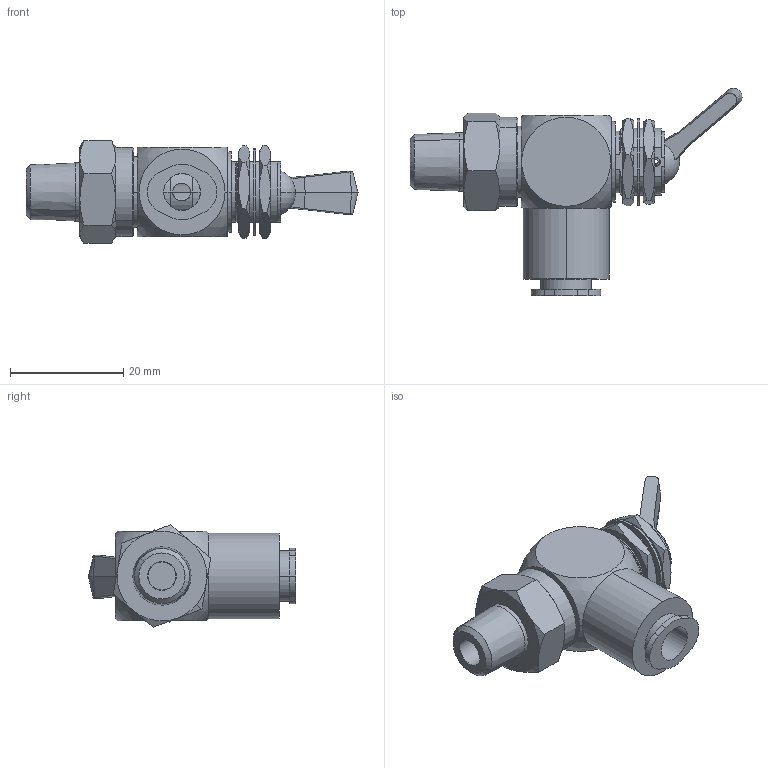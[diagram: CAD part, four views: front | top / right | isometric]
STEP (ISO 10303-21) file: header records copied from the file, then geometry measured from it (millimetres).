
FILE_DESCRIPTION (( 'STEP AP214' ), '1' );
FILE_NAME ('GVP-3C1M2P-TD.step', '2018-10-25T18:24:04', ( '' ), ( '' ), 'SwSTEP 2.0', 'SolidWorks 2018', '' );
FILE_SCHEMA (( 'AUTOMOTIVE_DESIGN' ));
Length unit declared in the file: inch
Products named in the file (1): GVP-3C1M2P-TD
Bounding box: 58.69 x 36.63 x 18.07 mm (x, y, z)
Volume: 8125.1 mm3; surface area: 8421.3 mm2
Topology: 8 solids, 8 shells, 331 faces, 857 edges, 543 vertices
Faces by surface type: cylinder 137, plane 124, cone 64, sphere 4, bspline 2
Entity records: 15711 total; most frequent: CARTESIAN_POINT 3144, DIRECTION 1712, ORIENTED_EDGE 1700, EDGE_CURVE 850, AXIS2_PLACEMENT_3D 659, VERTEX_POINT 540, LINE 394, VECTOR 394
